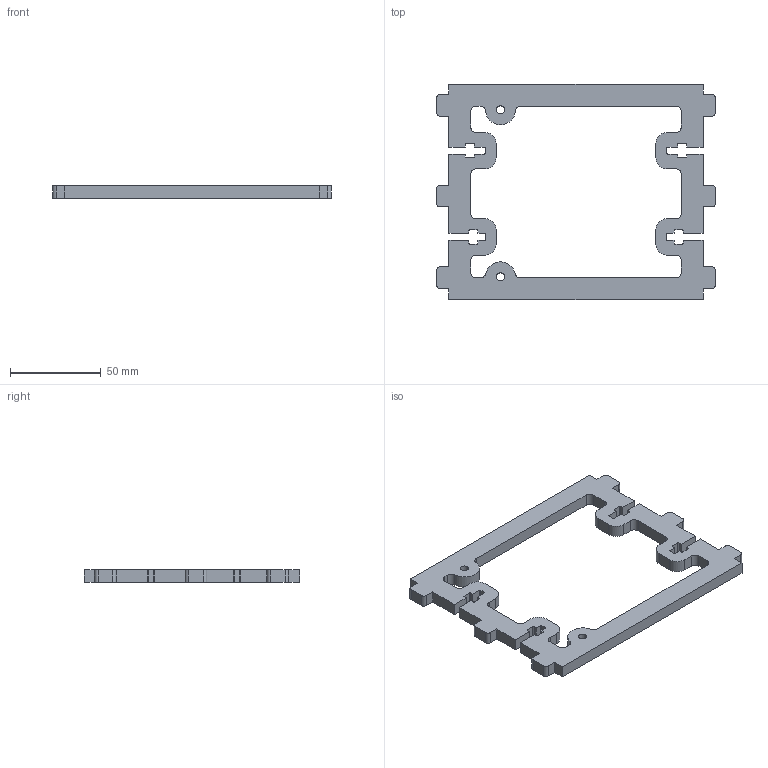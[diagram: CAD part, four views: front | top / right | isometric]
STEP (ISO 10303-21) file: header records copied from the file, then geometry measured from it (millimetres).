
FILE_DESCRIPTION (( 'STEP AP203' ), '1' );
FILE_NAME ('Duet Housing-PCB Plate.STEP', '2016-03-16T16:55:27', ( '' ), ( '' ), 'SwSTEP 2.0', 'SolidWorks 2015', '' );
FILE_SCHEMA (( 'CONFIG_CONTROL_DESIGN' ));
Length unit declared in the file: millimetre
Products named in the file (1): Duet Housing-PCB Plate
Bounding box: 153.6 x 118.5 x 6.8 mm (x, y, z)
Volume: 47815.1 mm3; surface area: 23047.8 mm2
Topology: 1 solids, 1 shells, 166 faces, 492 edges, 328 vertices
Faces by surface type: plane 100, cylinder 66
Entity records: 5657 total; most frequent: CARTESIAN_POINT 987, ORIENTED_EDGE 984, DIRECTION 958, EDGE_CURVE 492, LINE 360, VECTOR 360, VERTEX_POINT 328, AXIS2_PLACEMENT_3D 299
